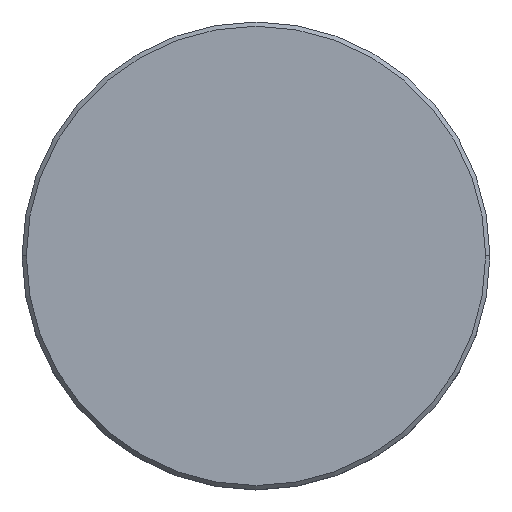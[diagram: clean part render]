
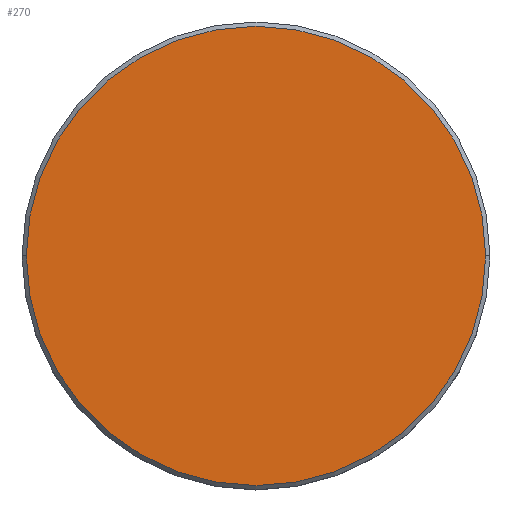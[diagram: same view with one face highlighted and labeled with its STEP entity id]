
A CAD part, top view. The second image highlights one B-rep face of the part: STEP entity #270.
In plain terms, the highlighted planar face has unit normal (0, 0, 1).
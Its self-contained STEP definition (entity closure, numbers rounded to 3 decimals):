
#34 = CARTESIAN_POINT ( 'NONE',  ( 0., 0., 0. ) ) ;
#39 = EDGE_LOOP ( 'NONE', ( #336, #906 ) ) ;
#113 = CIRCLE ( 'NONE', #922, 27. ) ;
#124 = DIRECTION ( 'NONE',  ( 1., 0., 0. ) ) ;
#215 = DIRECTION ( 'NONE',  ( 1., 0., 0. ) ) ;
#251 = VERTEX_POINT ( 'NONE', #727 ) ;
#270 = ADVANCED_FACE ( 'NONE', ( #929 ), #603, .T. ) ;
#310 = CARTESIAN_POINT ( 'NONE',  ( 0., 0., 0. ) ) ;
#336 = ORIENTED_EDGE ( 'NONE', *, *, #598, .T. ) ;
#387 = DIRECTION ( 'NONE',  ( 0., 0., 1. ) ) ;
#538 = CARTESIAN_POINT ( 'NONE',  ( 0., 0., 0. ) ) ;
#598 = EDGE_CURVE ( 'NONE', #677, #251, #782, .T. ) ;
#603 = PLANE ( 'NONE',  #919 ) ;
#626 = DIRECTION ( 'NONE',  ( 1., 0., 0. ) ) ;
#677 = VERTEX_POINT ( 'NONE', #859 ) ;
#699 = DIRECTION ( 'NONE',  ( 0., 0., 1. ) ) ;
#727 = CARTESIAN_POINT ( 'NONE',  ( 27., 0., 0. ) ) ;
#777 = DIRECTION ( 'NONE',  ( 0., 0., 1. ) ) ;
#782 = CIRCLE ( 'NONE', #987, 27. ) ;
#859 = CARTESIAN_POINT ( 'NONE',  ( -27., 0., 0. ) ) ;
#906 = ORIENTED_EDGE ( 'NONE', *, *, #1043, .T. ) ;
#919 = AXIS2_PLACEMENT_3D ( 'NONE', #538, #777, #124 ) ;
#922 = AXIS2_PLACEMENT_3D ( 'NONE', #310, #699, #215 ) ;
#929 = FACE_OUTER_BOUND ( 'NONE', #39, .T. ) ;
#987 = AXIS2_PLACEMENT_3D ( 'NONE', #34, #387, #626 ) ;
#1043 = EDGE_CURVE ( 'NONE', #251, #677, #113, .T. ) ;
